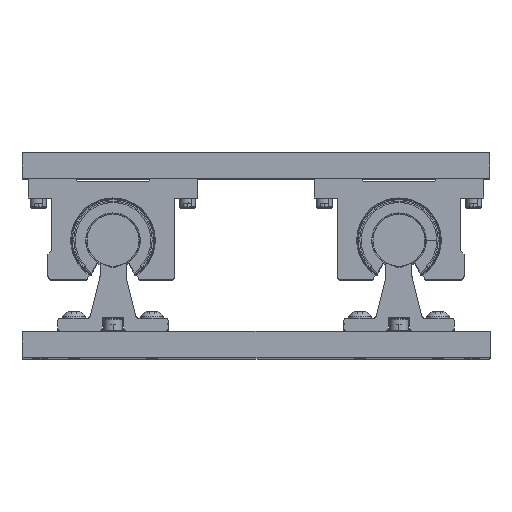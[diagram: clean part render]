
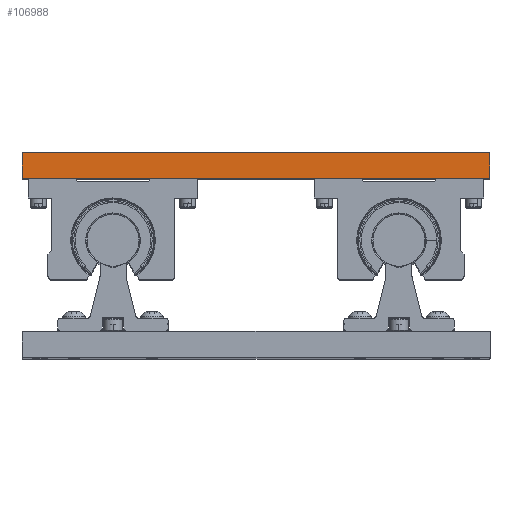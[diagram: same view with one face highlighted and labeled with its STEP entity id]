
A CAD part, top view. The second image highlights one B-rep face of the part: STEP entity #106988.
In plain terms, the highlighted planar face has unit normal (0, 0, 1).
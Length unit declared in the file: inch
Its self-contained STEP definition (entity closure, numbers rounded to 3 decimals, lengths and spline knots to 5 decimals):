
#8306 = VECTOR ( 'NONE', #26521, 39.37008 ) ;
#10126 = LINE ( 'NONE', #18029, #8306 ) ;
#14119 = LINE ( 'NONE', #81790, #49064 ) ;
#15715 = CARTESIAN_POINT ( 'NONE',  ( -4.5, 3.4375, -0.5 ) ) ;
#16125 = LINE ( 'NONE', #43176, #86984 ) ;
#18029 = CARTESIAN_POINT ( 'NONE',  ( -4.5, 2.9375, -0.5 ) ) ;
#20398 = PLANE ( 'NONE',  #105039 ) ;
#23096 = LINE ( 'NONE', #15715, #88576 ) ;
#26521 = DIRECTION ( 'NONE',  ( 1., 0., 0. ) ) ;
#30520 = DIRECTION ( 'NONE',  ( -1., 0., 0. ) ) ;
#36723 = EDGE_CURVE ( 'NONE', #63535, #81796, #23096, .T. ) ;
#38804 = DIRECTION ( 'NONE',  ( 0., -1., 0. ) ) ;
#40019 = DIRECTION ( 'NONE',  ( 0., 0., -1. ) ) ;
#42880 = EDGE_CURVE ( 'NONE', #81796, #85250, #10126, .T. ) ;
#43176 = CARTESIAN_POINT ( 'NONE',  ( 4.5, 3.4375, -0.5 ) ) ;
#44819 = VERTEX_POINT ( 'NONE', #106394 ) ;
#46726 = ORIENTED_EDGE ( 'NONE', *, *, #49872, .F. ) ;
#47967 = CARTESIAN_POINT ( 'NONE',  ( -4.5, 3.4375, -0.5 ) ) ;
#48721 = CARTESIAN_POINT ( 'NONE',  ( -4.5, 3.4375, -0.5 ) ) ;
#49064 = VECTOR ( 'NONE', #99113, 39.37008 ) ;
#49872 = EDGE_CURVE ( 'NONE', #63535, #44819, #14119, .T. ) ;
#49974 = EDGE_LOOP ( 'NONE', ( #86780, #105896, #46726, #90228 ) ) ;
#50005 = CARTESIAN_POINT ( 'NONE',  ( -4.5, 2.9375, -0.5 ) ) ;
#62099 = FACE_OUTER_BOUND ( 'NONE', #49974, .T. ) ;
#63535 = VERTEX_POINT ( 'NONE', #48721 ) ;
#69385 = CARTESIAN_POINT ( 'NONE',  ( 4.5, 2.9375, -0.5 ) ) ;
#79920 = EDGE_CURVE ( 'NONE', #44819, #85250, #16125, .T. ) ;
#81790 = CARTESIAN_POINT ( 'NONE',  ( -4.5, 3.4375, -0.5 ) ) ;
#81796 = VERTEX_POINT ( 'NONE', #50005 ) ;
#85250 = VERTEX_POINT ( 'NONE', #69385 ) ;
#86003 = DIRECTION ( 'NONE',  ( 0., -1., 0. ) ) ;
#86780 = ORIENTED_EDGE ( 'NONE', *, *, #42880, .T. ) ;
#86984 = VECTOR ( 'NONE', #86003, 39.37008 ) ;
#88576 = VECTOR ( 'NONE', #38804, 39.37008 ) ;
#90228 = ORIENTED_EDGE ( 'NONE', *, *, #36723, .T. ) ;
#99113 = DIRECTION ( 'NONE',  ( 1., 0., 0. ) ) ;
#105039 = AXIS2_PLACEMENT_3D ( 'NONE', #47967, #40019, #30520 ) ;
#105896 = ORIENTED_EDGE ( 'NONE', *, *, #79920, .F. ) ;
#106394 = CARTESIAN_POINT ( 'NONE',  ( 4.5, 3.4375, -0.5 ) ) ;
#106988 = ADVANCED_FACE ( 'NONE', ( #62099 ), #20398, .F. ) ;
